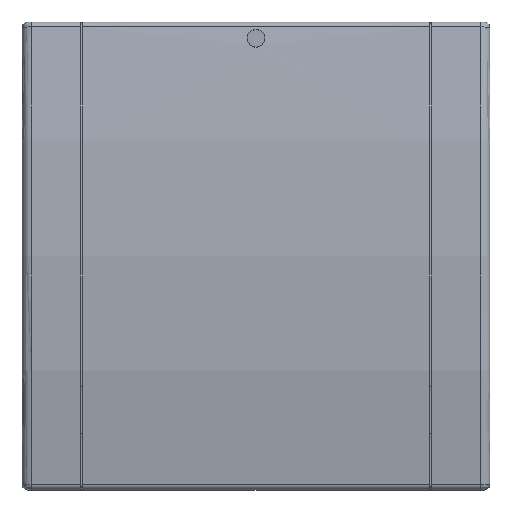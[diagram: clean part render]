
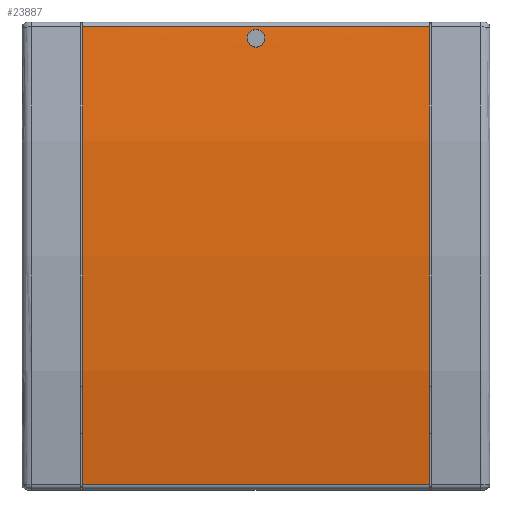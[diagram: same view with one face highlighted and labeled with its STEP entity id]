
A CAD part, top view. The second image highlights one B-rep face of the part: STEP entity #23887.
In plain terms, the highlighted cylindrical face has radius 1258 mm (diameter 2516 mm), a partial arc.
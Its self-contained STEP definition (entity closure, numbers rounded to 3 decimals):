
#17258=CARTESIAN_POINT('',(148.5,0.,-1201.));
#17259=DIRECTION('',(-1.,0.,0.));
#17260=DIRECTION('',(0.,-0.156,0.988));
#17261=AXIS2_PLACEMENT_3D('',#17258,#17259,#17260);
#17263=DIRECTION('',(-1.,0.,0.));
#17264=VECTOR('',#17263,297.);
#17265=CARTESIAN_POINT('',(148.5,-195.778,41.672));
#17266=LINE('',#17265,#17264);
#17267=CARTESIAN_POINT('',(-148.5,0.,-1201.));
#17268=DIRECTION('',(-1.,0.,0.));
#17269=DIRECTION('',(0.,-0.156,0.988));
#17270=AXIS2_PLACEMENT_3D('',#17267,#17268,#17269);
#17272=DIRECTION('',(1.,0.,0.));
#17273=VECTOR('',#17272,297.);
#17274=CARTESIAN_POINT('',(-148.5,195.778,41.672));
#17275=LINE('',#17274,#17273);
#17276=CARTESIAN_POINT('',(0.,178.5,44.272));
#17277=CARTESIAN_POINT('',(0.312,178.5,44.272));
#17278=CARTESIAN_POINT('',(0.933,178.538,
44.266));
#17279=CARTESIAN_POINT('',(1.866,178.715,44.241));
#17280=CARTESIAN_POINT('',(2.769,179.009,44.199));
#17281=CARTESIAN_POINT('',(3.621,179.41,44.141));
#17282=CARTESIAN_POINT('',(4.411,179.91,44.069));
#17283=CARTESIAN_POINT('',(5.137,180.509,43.982));
#17284=CARTESIAN_POINT('',(5.781,181.191,43.883));
#17285=CARTESIAN_POINT('',(6.338,181.954,43.772));
#17286=CARTESIAN_POINT('',(6.794,182.776,43.651));
#17287=CARTESIAN_POINT('',(7.148,183.663,43.521));
#17288=CARTESIAN_POINT('',(7.387,184.592,43.383));
#17289=CARTESIAN_POINT('',(7.506,185.54,43.242));
#17290=CARTESIAN_POINT('',(7.504,186.483,43.101));
#17291=CARTESIAN_POINT('',(7.385,187.42,42.961));
#17292=CARTESIAN_POINT('',(7.146,188.343,42.821));
#17293=CARTESIAN_POINT('',(6.792,189.228,42.687));
#17294=CARTESIAN_POINT('',(6.335,190.051,42.561));
#17295=CARTESIAN_POINT('',(5.777,190.813,42.445));
#17296=CARTESIAN_POINT('',(5.133,191.495,42.34));
#17297=CARTESIAN_POINT('',(4.406,192.093,42.247));
#17298=CARTESIAN_POINT('',(3.616,192.593,42.17));
#17299=CARTESIAN_POINT('',(2.765,192.993,42.108));
#17300=CARTESIAN_POINT('',(1.863,193.286,42.063));
#17301=CARTESIAN_POINT('',(0.931,193.462,
42.035));
#17302=CARTESIAN_POINT('',(0.311,193.5,42.029));
#17303=CARTESIAN_POINT('',(0.,193.5,42.029));
#17305=CARTESIAN_POINT('',(0.,193.5,42.029));
#17306=CARTESIAN_POINT('',(-0.311,193.5,42.029));
#17307=CARTESIAN_POINT('',(-0.931,193.462,
42.035));
#17308=CARTESIAN_POINT('',(-1.864,193.285,
42.063));
#17309=CARTESIAN_POINT('',(-2.767,192.992,
42.108));
#17310=CARTESIAN_POINT('',(-3.618,192.592,
42.17));
#17311=CARTESIAN_POINT('',(-4.408,192.092,
42.248));
#17312=CARTESIAN_POINT('',(-5.135,191.493,
42.34));
#17313=CARTESIAN_POINT('',(-5.779,190.811,
42.445));
#17314=CARTESIAN_POINT('',(-6.337,190.049,
42.562));
#17315=CARTESIAN_POINT('',(-6.793,189.226,
42.687));
#17316=CARTESIAN_POINT('',(-7.146,188.341,
42.821));
#17317=CARTESIAN_POINT('',(-7.385,187.419,
42.961));
#17318=CARTESIAN_POINT('',(-7.504,186.482,
43.102));
#17319=CARTESIAN_POINT('',(-7.506,185.539,
43.243));
#17320=CARTESIAN_POINT('',(-7.387,184.591,
43.384));
#17321=CARTESIAN_POINT('',(-7.148,183.662,
43.521));
#17322=CARTESIAN_POINT('',(-6.793,182.774,
43.652));
#17323=CARTESIAN_POINT('',(-6.337,181.951,
43.772));
#17324=CARTESIAN_POINT('',(-5.779,181.189,
43.883));
#17325=CARTESIAN_POINT('',(-5.135,180.507,
43.982));
#17326=CARTESIAN_POINT('',(-4.409,179.909,
44.069));
#17327=CARTESIAN_POINT('',(-3.619,179.409,
44.141));
#17328=CARTESIAN_POINT('',(-2.767,179.008,
44.199));
#17329=CARTESIAN_POINT('',(-1.865,178.715,
44.241));
#17330=CARTESIAN_POINT('',(-0.932,178.538,
44.266));
#17331=CARTESIAN_POINT('',(-0.312,178.5,44.272));
#17332=CARTESIAN_POINT('',(0.,178.5,44.272));
#18344=CARTESIAN_POINT('',(-148.5,-195.778,41.672));
#18345=CARTESIAN_POINT('',(-148.5,195.778,41.672));
#18346=VERTEX_POINT('',#18344);
#18347=VERTEX_POINT('',#18345);
#18376=CARTESIAN_POINT('',(148.5,-195.778,41.672));
#18377=CARTESIAN_POINT('',(148.5,195.778,41.672));
#18378=VERTEX_POINT('',#18376);
#18379=VERTEX_POINT('',#18377);
#18392=VERTEX_POINT('',#17276);
#18393=VERTEX_POINT('',#17303);
#23870=CARTESIAN_POINT('',(-200.,0.,-1201.));
#23871=DIRECTION('',(-1.,0.,0.));
#23872=DIRECTION('',(0.,-1.,0.));
#23873=AXIS2_PLACEMENT_3D('',#23870,#23871,#23872);
#23874=CYLINDRICAL_SURFACE('',#23873,1258.);
#23875=ORIENTED_EDGE('',*,*,#23419,.F.);
#23876=ORIENTED_EDGE('',*,*,#23652,.T.);
#23877=ORIENTED_EDGE('',*,*,#23513,.T.);
#23878=ORIENTED_EDGE('',*,*,#23330,.T.);
#23879=EDGE_LOOP('',(#23875,#23876,#23877,#23878));
#23880=FACE_OUTER_BOUND('',#23879,.F.);
#23882=ORIENTED_EDGE('',*,*,#23881,.T.);
#23884=ORIENTED_EDGE('',*,*,#23883,.T.);
#23885=EDGE_LOOP('',(#23882,#23884));
#23886=FACE_BOUND('',#23885,.F.);
#23887=ADVANCED_FACE('',(#23880,#23886),#23874,.T.);
#17262=CIRCLE('',#17261,1258.);
#17271=CIRCLE('',#17270,1258.);
#17304=B_SPLINE_CURVE_WITH_KNOTS('',3,(#17276,#17277,#17278,#17279,#17280,
#17281,#17282,#17283,#17284,#17285,#17286,#17287,#17288,#17289,#17290,#17291,
#17292,#17293,#17294,#17295,#17296,#17297,#17298,#17299,#17300,#17301,#17302,
#17303),.UNSPECIFIED.,.F.,.F.,(4,1,1,1,1,1,1,1,1,1,1,1,1,1,1,1,1,1,1,1,1,1,1,1,
1,4),(0.,0.04,0.08,0.12,0.16,0.2,0.24,0.28,0.32,0.36,0.4,
0.44,0.48,0.52,0.56,0.6,0.64,0.68,0.72,0.76,0.8,0.84,
0.88,0.92,0.96,1.),.UNSPECIFIED.);
#17333=B_SPLINE_CURVE_WITH_KNOTS('',3,(#17305,#17306,#17307,#17308,#17309,
#17310,#17311,#17312,#17313,#17314,#17315,#17316,#17317,#17318,#17319,#17320,
#17321,#17322,#17323,#17324,#17325,#17326,#17327,#17328,#17329,#17330,#17331,
#17332),.UNSPECIFIED.,.F.,.F.,(4,1,1,1,1,1,1,1,1,1,1,1,1,1,1,1,1,1,1,1,1,1,1,1,
1,4),(0.,0.04,0.08,0.12,0.16,0.2,0.24,0.28,0.32,0.36,0.4,
0.44,0.48,0.52,0.56,0.6,0.64,0.68,0.72,0.76,0.8,0.84,
0.88,0.92,0.96,1.),.UNSPECIFIED.);
#23330=EDGE_CURVE('',#18347,#18379,#17275,.T.);
#23419=EDGE_CURVE('',#18378,#18379,#17262,.T.);
#23513=EDGE_CURVE('',#18346,#18347,#17271,.T.);
#23652=EDGE_CURVE('',#18378,#18346,#17266,.T.);
#23881=EDGE_CURVE('',#18392,#18393,#17304,.T.);
#23883=EDGE_CURVE('',#18393,#18392,#17333,.T.);
